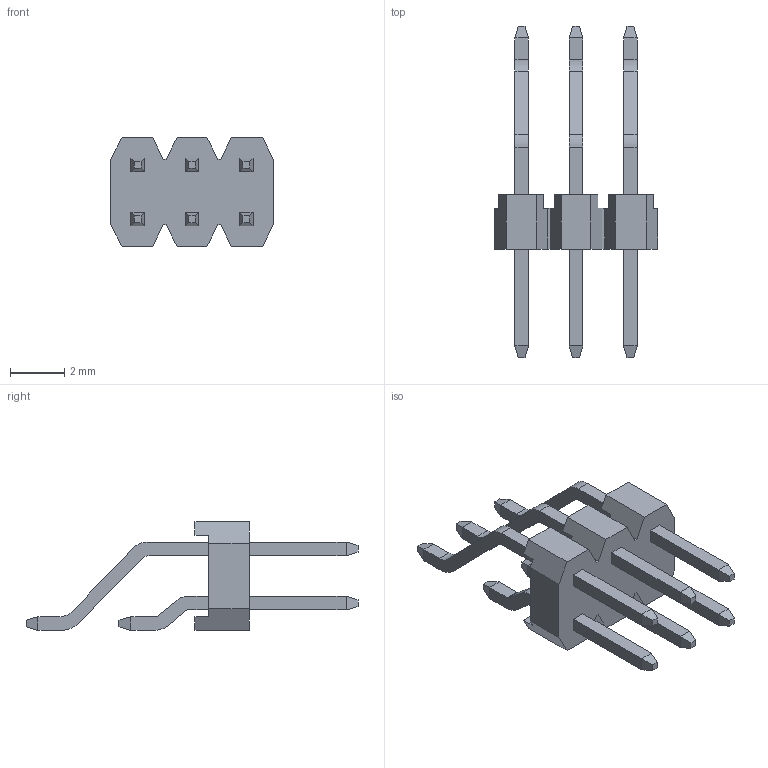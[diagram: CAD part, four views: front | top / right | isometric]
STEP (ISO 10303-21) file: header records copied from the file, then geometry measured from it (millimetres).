
FILE_DESCRIPTION(('STEP AP214'),'1');
FILE_NAME('pin_header_a-sl200-da-g06mp1.stp','2016-02-16T12:05:24',('TraceParts'),('TraceParts S.A.'),'Spatial InterOp 3D',' ',' ');
FILE_SCHEMA(('automotive_design'));
Length unit declared in the file: millimetre
Products named in the file (1): 1
Bounding box: 6 x 12.22 x 4 mm (x, y, z)
Volume: 48.6 mm3; surface area: 200.6 mm2
Topology: 1 solids, 1 shells, 194 faces, 492 edges, 312 vertices
Faces by surface type: plane 170, cylinder 24
Entity records: 7268 total; most frequent: CARTESIAN_POINT 999, ORIENTED_EDGE 984, DIRECTION 930, EDGE_CURVE 492, LINE 444, VECTOR 444, VERTEX_POINT 312, AXIS2_PLACEMENT_3D 243
